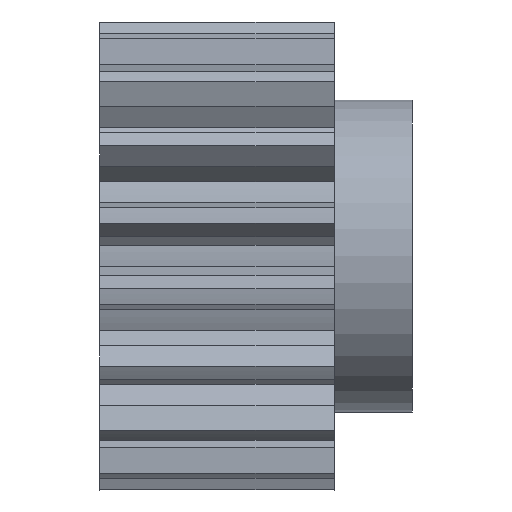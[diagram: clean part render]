
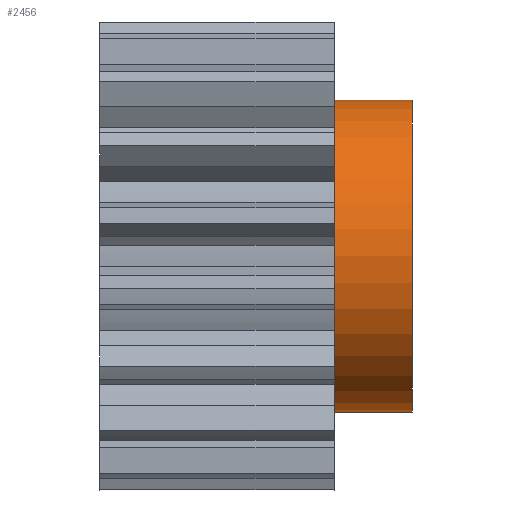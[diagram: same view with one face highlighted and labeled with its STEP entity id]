
A CAD part, front view. The second image highlights one B-rep face of the part: STEP entity #2456.
In plain terms, the highlighted cylindrical face has radius 40 mm (diameter 80 mm), a partial arc.
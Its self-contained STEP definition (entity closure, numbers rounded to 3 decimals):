
#192 = DIRECTION ( 'NONE',  ( 1., 0., 0. ) ) ;
#359 = CYLINDRICAL_SURFACE ( 'NONE', #3116, 40. ) ;
#536 = CARTESIAN_POINT ( 'NONE',  ( 50., 0., 40. ) ) ;
#757 = ORIENTED_EDGE ( 'NONE', *, *, #4008, .F. ) ;
#814 = CARTESIAN_POINT ( 'NONE',  ( 50., 0., 40. ) ) ;
#887 = CARTESIAN_POINT ( 'NONE',  ( 30., 0., 40. ) ) ;
#974 = EDGE_LOOP ( 'NONE', ( #757, #3943, #1826, #1763 ) ) ;
#1234 = DIRECTION ( 'NONE',  ( 1., 0., 0. ) ) ;
#1330 = CIRCLE ( 'NONE', #1893, 40. ) ;
#1405 = DIRECTION ( 'NONE',  ( -1., 0., 0. ) ) ;
#1469 = VECTOR ( 'NONE', #192, 1000. ) ;
#1624 = AXIS2_PLACEMENT_3D ( 'NONE', #2052, #1405, #2040 ) ;
#1763 = ORIENTED_EDGE ( 'NONE', *, *, #3496, .F. ) ;
#1811 = CARTESIAN_POINT ( 'NONE',  ( 50., 0., 0. ) ) ;
#1826 = ORIENTED_EDGE ( 'NONE', *, *, #3699, .F. ) ;
#1893 = AXIS2_PLACEMENT_3D ( 'NONE', #2773, #1234, #3429 ) ;
#1930 = VERTEX_POINT ( 'NONE', #887 ) ;
#2040 = DIRECTION ( 'NONE',  ( 0., 0., -1. ) ) ;
#2052 = CARTESIAN_POINT ( 'NONE',  ( 30., 0., 0. ) ) ;
#2217 = CIRCLE ( 'NONE', #1624, 40. ) ;
#2402 = EDGE_CURVE ( 'NONE', #2997, #2682, #3730, .T. ) ;
#2406 = LINE ( 'NONE', #536, #1469 ) ;
#2456 = ADVANCED_FACE ( 'NONE', ( #2965 ), #359, .T. ) ;
#2682 = VERTEX_POINT ( 'NONE', #3009 ) ;
#2773 = CARTESIAN_POINT ( 'NONE',  ( 50., 0., 0. ) ) ;
#2787 = DIRECTION ( 'NONE',  ( 0., 0., 1. ) ) ;
#2965 = FACE_OUTER_BOUND ( 'NONE', #974, .T. ) ;
#2997 = VERTEX_POINT ( 'NONE', #3112 ) ;
#3009 = CARTESIAN_POINT ( 'NONE',  ( 50., 0., -40. ) ) ;
#3112 = CARTESIAN_POINT ( 'NONE',  ( 30., 0., -40. ) ) ;
#3116 = AXIS2_PLACEMENT_3D ( 'NONE', #1811, #3984, #2787 ) ;
#3375 = DIRECTION ( 'NONE',  ( 1., 0., 0. ) ) ;
#3429 = DIRECTION ( 'NONE',  ( 0., 0., -1. ) ) ;
#3496 = EDGE_CURVE ( 'NONE', #1930, #3522, #2406, .T. ) ;
#3522 = VERTEX_POINT ( 'NONE', #814 ) ;
#3591 = VECTOR ( 'NONE', #3375, 1000. ) ;
#3699 = EDGE_CURVE ( 'NONE', #3522, #2682, #1330, .T. ) ;
#3730 = LINE ( 'NONE', #3999, #3591 ) ;
#3943 = ORIENTED_EDGE ( 'NONE', *, *, #2402, .T. ) ;
#3984 = DIRECTION ( 'NONE',  ( 1., 0., 0. ) ) ;
#3999 = CARTESIAN_POINT ( 'NONE',  ( 50., 0., -40. ) ) ;
#4008 = EDGE_CURVE ( 'NONE', #2997, #1930, #2217, .T. ) ;
